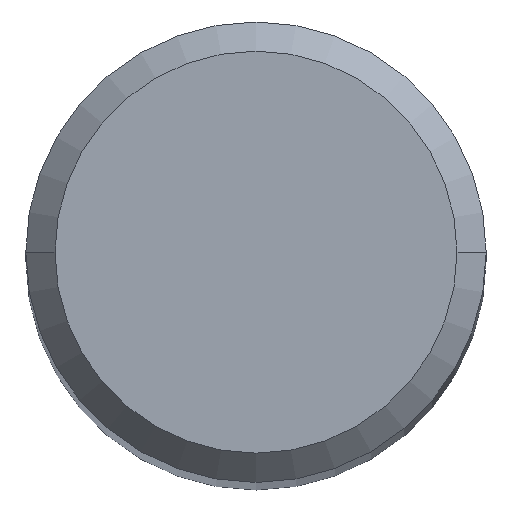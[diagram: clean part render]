
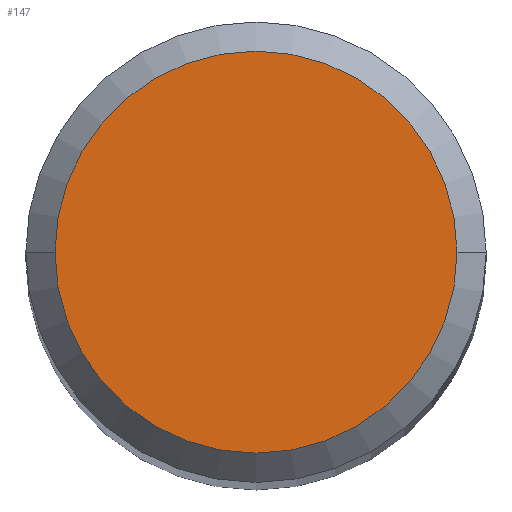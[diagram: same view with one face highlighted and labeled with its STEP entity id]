
A CAD part, top view. The second image highlights one B-rep face of the part: STEP entity #147.
In plain terms, the highlighted planar face has unit normal (0, 0, 1).
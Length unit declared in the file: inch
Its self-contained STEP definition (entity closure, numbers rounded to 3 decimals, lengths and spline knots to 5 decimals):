
#17 = VERTEX_POINT ( 'NONE', #107 ) ;
#19 = CARTESIAN_POINT ( 'NONE',  ( 0., 0., 2.24409 ) ) ;
#20 = DIRECTION ( 'NONE',  ( 0., 0., 1. ) ) ;
#23 = CARTESIAN_POINT ( 'NONE',  ( 0., 0., 2.24409 ) ) ;
#35 = FACE_OUTER_BOUND ( 'NONE', #141, .T. ) ;
#45 = VERTEX_POINT ( 'NONE', #51 ) ;
#47 = DIRECTION ( 'NONE',  ( 1., 0., 0. ) ) ;
#51 = CARTESIAN_POINT ( 'NONE',  ( -0.10311, 0., 2.24409 ) ) ;
#72 = ORIENTED_EDGE ( 'NONE', *, *, #306, .T. ) ;
#76 = EDGE_CURVE ( 'NONE', #17, #45, #326, .T. ) ;
#81 = DIRECTION ( 'NONE',  ( 1., 0., 0. ) ) ;
#91 = CIRCLE ( 'NONE', #364, 0.10311 ) ;
#107 = CARTESIAN_POINT ( 'NONE',  ( 0.10311, 0., 2.24409 ) ) ;
#141 = EDGE_LOOP ( 'NONE', ( #72, #194 ) ) ;
#145 = PLANE ( 'NONE',  #374 ) ;
#147 = ADVANCED_FACE ( 'NONE', ( #35 ), #145, .T. ) ;
#170 = DIRECTION ( 'NONE',  ( 0., 0., 1. ) ) ;
#194 = ORIENTED_EDGE ( 'NONE', *, *, #76, .T. ) ;
#262 = CARTESIAN_POINT ( 'NONE',  ( 0., 0., 2.24409 ) ) ;
#292 = DIRECTION ( 'NONE',  ( 1., 0., 0. ) ) ;
#306 = EDGE_CURVE ( 'NONE', #45, #17, #91, .T. ) ;
#326 = CIRCLE ( 'NONE', #331, 0.10311 ) ;
#331 = AXIS2_PLACEMENT_3D ( 'NONE', #23, #20, #81 ) ;
#346 = DIRECTION ( 'NONE',  ( 0., 0., 1. ) ) ;
#364 = AXIS2_PLACEMENT_3D ( 'NONE', #19, #346, #47 ) ;
#374 = AXIS2_PLACEMENT_3D ( 'NONE', #262, #170, #292 ) ;
